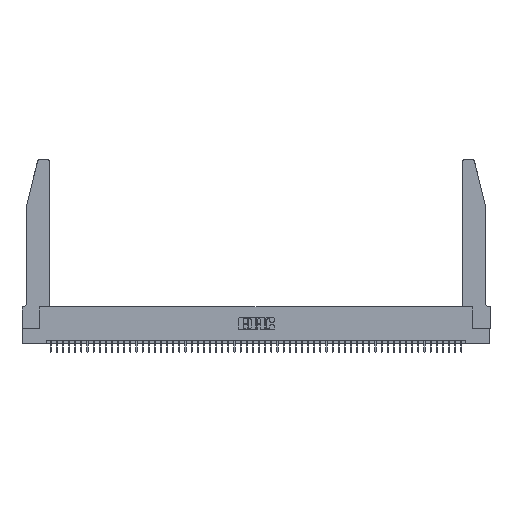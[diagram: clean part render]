
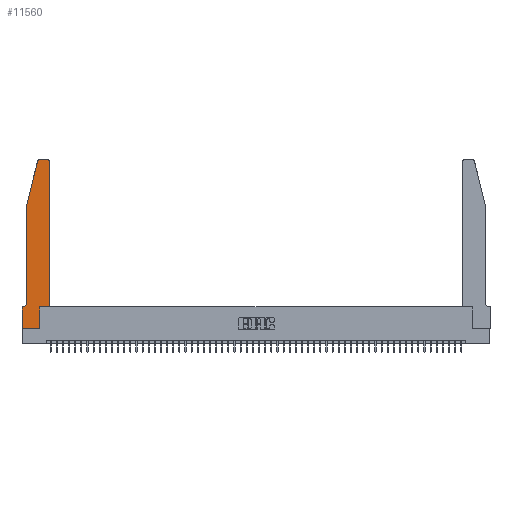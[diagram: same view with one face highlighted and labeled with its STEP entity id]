
A CAD part, top view. The second image highlights one B-rep face of the part: STEP entity #11560.
In plain terms, the highlighted planar face has unit normal (0, 0, 1).
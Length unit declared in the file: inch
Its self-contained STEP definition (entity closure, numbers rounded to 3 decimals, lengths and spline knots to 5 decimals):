
#33 = VECTOR ( 'NONE', #45809, 39.37008 ) ;
#706 = LINE ( 'NONE', #17577, #13227 ) ;
#922 = VECTOR ( 'NONE', #46356, 39.37008 ) ;
#1061 = AXIS2_PLACEMENT_3D ( 'NONE', #42198, #4290, #51331 ) ;
#1452 = CARTESIAN_POINT ( 'NONE',  ( 0.4505, 0.35, 0.37 ) ) ;
#1625 = DIRECTION ( 'NONE',  ( 0., 0., 1. ) ) ;
#2028 = VERTEX_POINT ( 'NONE', #6186 ) ;
#2476 = DIRECTION ( 'NONE',  ( 0., -1., 0. ) ) ;
#2481 = EDGE_CURVE ( 'NONE', #43403, #49990, #6326, .T. ) ;
#2914 = CARTESIAN_POINT ( 'NONE',  ( 0.0755, 0.42, 0.37 ) ) ;
#4290 = DIRECTION ( 'NONE',  ( 0., 0., -1. ) ) ;
#5018 = AXIS2_PLACEMENT_3D ( 'NONE', #52564, #1625, #48120 ) ;
#5038 = EDGE_CURVE ( 'NONE', #21782, #7403, #26690, .T. ) ;
#5698 = CARTESIAN_POINT ( 'NONE',  ( 0., 0., 0.37 ) ) ;
#6186 = CARTESIAN_POINT ( 'NONE',  ( 0.2865, 0., 0.37 ) ) ;
#6326 = LINE ( 'NONE', #42964, #14080 ) ;
#6512 = ORIENTED_EDGE ( 'NONE', *, *, #5038, .T. ) ;
#6931 = VERTEX_POINT ( 'NONE', #44315 ) ;
#7403 = VERTEX_POINT ( 'NONE', #26287 ) ;
#7842 = DIRECTION ( 'NONE',  ( 0., 0., 1. ) ) ;
#7954 = LINE ( 'NONE', #20686, #38312 ) ;
#8799 = AXIS2_PLACEMENT_3D ( 'NONE', #34929, #9703, #26599 ) ;
#9703 = DIRECTION ( 'NONE',  ( 0., 0., 1. ) ) ;
#11560 = ADVANCED_FACE ( 'NONE', ( #39550 ), #48390, .T. ) ;
#12027 = EDGE_CURVE ( 'NONE', #28266, #21782, #37759, .T. ) ;
#12171 = DIRECTION ( 'NONE',  ( -1., 0., 0. ) ) ;
#13091 = CARTESIAN_POINT ( 'NONE',  ( 0.0755, 2., 0.37 ) ) ;
#13227 = VECTOR ( 'NONE', #34495, 39.37008 ) ;
#14080 = VECTOR ( 'NONE', #2476, 39.37008 ) ;
#14947 = VERTEX_POINT ( 'NONE', #48908 ) ;
#15640 = CARTESIAN_POINT ( 'NONE',  ( 0., 0., 0.37 ) ) ;
#16349 = LINE ( 'NONE', #24938, #19132 ) ;
#16716 = CARTESIAN_POINT ( 'NONE',  ( 0.0755, 2., 0.37 ) ) ;
#17577 = CARTESIAN_POINT ( 'NONE',  ( 0.0755, 2., 0.37 ) ) ;
#17675 = CARTESIAN_POINT ( 'NONE',  ( 0.0755, 0.35, 0.37 ) ) ;
#18888 = VERTEX_POINT ( 'NONE', #28542 ) ;
#19132 = VECTOR ( 'NONE', #37927, 39.37008 ) ;
#19582 = ORIENTED_EDGE ( 'NONE', *, *, #50803, .T. ) ;
#20028 = DIRECTION ( 'NONE',  ( 1., 0., 0. ) ) ;
#20567 = CARTESIAN_POINT ( 'NONE',  ( 0.284, 2.72, 0.37 ) ) ;
#20686 = CARTESIAN_POINT ( 'NONE',  ( 0.4505, 0.35, 0.37 ) ) ;
#21099 = EDGE_CURVE ( 'NONE', #2028, #6931, #16349, .T. ) ;
#21766 = EDGE_CURVE ( 'NONE', #14947, #31047, #42181, .T. ) ;
#21782 = VERTEX_POINT ( 'NONE', #2914 ) ;
#21849 = LINE ( 'NONE', #17675, #28526 ) ;
#23113 = CARTESIAN_POINT ( 'NONE',  ( 0.25487, 2.72718, 0.37 ) ) ;
#23964 = ORIENTED_EDGE ( 'NONE', *, *, #2481, .T. ) ;
#24938 = CARTESIAN_POINT ( 'NONE',  ( 0.2865, 0.35, 0.37 ) ) ;
#26287 = CARTESIAN_POINT ( 'NONE',  ( 0.0055, 0.35, 0.37 ) ) ;
#26599 = DIRECTION ( 'NONE',  ( 1., 0., 0. ) ) ;
#26681 = ORIENTED_EDGE ( 'NONE', *, *, #47482, .T. ) ;
#26690 = CIRCLE ( 'NONE', #1061, 0.07 ) ;
#28257 = ORIENTED_EDGE ( 'NONE', *, *, #47089, .T. ) ;
#28266 = VERTEX_POINT ( 'NONE', #13091 ) ;
#28526 = VECTOR ( 'NONE', #38739, 39.37008 ) ;
#28542 = CARTESIAN_POINT ( 'NONE',  ( 0.4505, 2.72, 0.37 ) ) ;
#28543 = LINE ( 'NONE', #45975, #39807 ) ;
#28938 = ORIENTED_EDGE ( 'NONE', *, *, #36517, .T. ) ;
#29830 = DIRECTION ( 'NONE',  ( 1., 0., 0. ) ) ;
#29996 = EDGE_CURVE ( 'NONE', #18888, #47376, #32714, .T. ) ;
#31047 = VERTEX_POINT ( 'NONE', #23113 ) ;
#31212 = ORIENTED_EDGE ( 'NONE', *, *, #12027, .T. ) ;
#31229 = EDGE_CURVE ( 'NONE', #49990, #2028, #44992, .T. ) ;
#32714 = CIRCLE ( 'NONE', #8799, 0.03 ) ;
#34495 = DIRECTION ( 'NONE',  ( -0.239, -0.971, 0. ) ) ;
#34898 = CARTESIAN_POINT ( 'NONE',  ( 0., 0.35, 0.37 ) ) ;
#34929 = CARTESIAN_POINT ( 'NONE',  ( 0.4205, 2.72, 0.37 ) ) ;
#34962 = DIRECTION ( 'NONE',  ( 0., 1., 0. ) ) ;
#36517 = EDGE_CURVE ( 'NONE', #6931, #38656, #7954, .T. ) ;
#37759 = LINE ( 'NONE', #16716, #922 ) ;
#37927 = DIRECTION ( 'NONE',  ( 0., 1., 0. ) ) ;
#38275 = CARTESIAN_POINT ( 'NONE',  ( 0.4505, 0.35, 0.37 ) ) ;
#38312 = VECTOR ( 'NONE', #29830, 39.37008 ) ;
#38617 = VECTOR ( 'NONE', #34962, 39.37008 ) ;
#38656 = VERTEX_POINT ( 'NONE', #38275 ) ;
#38739 = DIRECTION ( 'NONE',  ( -1., 0., 0. ) ) ;
#39550 = FACE_OUTER_BOUND ( 'NONE', #41918, .T. ) ;
#39807 = VECTOR ( 'NONE', #12171, 39.37008 ) ;
#39928 = CARTESIAN_POINT ( 'NONE',  ( 0.4205, 2.75, 0.37 ) ) ;
#41523 = EDGE_CURVE ( 'NONE', #38656, #18888, #43784, .T. ) ;
#41850 = ORIENTED_EDGE ( 'NONE', *, *, #31229, .T. ) ;
#41918 = EDGE_LOOP ( 'NONE', ( #26681, #48225, #28257, #31212, #6512, #19582, #23964, #41850, #51312, #28938, #48669, #52275 ) ) ;
#42181 = CIRCLE ( 'NONE', #49283, 0.03 ) ;
#42198 = CARTESIAN_POINT ( 'NONE',  ( 0.0055, 0.42, 0.37 ) ) ;
#42964 = CARTESIAN_POINT ( 'NONE',  ( 0., 0., 0.37 ) ) ;
#43403 = VERTEX_POINT ( 'NONE', #34898 ) ;
#43784 = LINE ( 'NONE', #1452, #38617 ) ;
#44315 = CARTESIAN_POINT ( 'NONE',  ( 0.2865, 0.35, 0.37 ) ) ;
#44992 = LINE ( 'NONE', #15640, #33 ) ;
#45809 = DIRECTION ( 'NONE',  ( 1., 0., 0. ) ) ;
#45975 = CARTESIAN_POINT ( 'NONE',  ( 0.2605, 2.75, 0.37 ) ) ;
#46356 = DIRECTION ( 'NONE',  ( 0., -1., 0. ) ) ;
#47089 = EDGE_CURVE ( 'NONE', #31047, #28266, #706, .T. ) ;
#47376 = VERTEX_POINT ( 'NONE', #39928 ) ;
#47482 = EDGE_CURVE ( 'NONE', #47376, #14947, #28543, .T. ) ;
#48120 = DIRECTION ( 'NONE',  ( 1., 0., 0. ) ) ;
#48225 = ORIENTED_EDGE ( 'NONE', *, *, #21766, .T. ) ;
#48390 = PLANE ( 'NONE',  #5018 ) ;
#48669 = ORIENTED_EDGE ( 'NONE', *, *, #41523, .T. ) ;
#48908 = CARTESIAN_POINT ( 'NONE',  ( 0.284, 2.75, 0.37 ) ) ;
#49283 = AXIS2_PLACEMENT_3D ( 'NONE', #20567, #7842, #20028 ) ;
#49990 = VERTEX_POINT ( 'NONE', #5698 ) ;
#50803 = EDGE_CURVE ( 'NONE', #7403, #43403, #21849, .T. ) ;
#51312 = ORIENTED_EDGE ( 'NONE', *, *, #21099, .T. ) ;
#51331 = DIRECTION ( 'NONE',  ( -1., 0., 0. ) ) ;
#52275 = ORIENTED_EDGE ( 'NONE', *, *, #29996, .T. ) ;
#52564 = CARTESIAN_POINT ( 'NONE',  ( 0., 0.35, 0.37 ) ) ;
